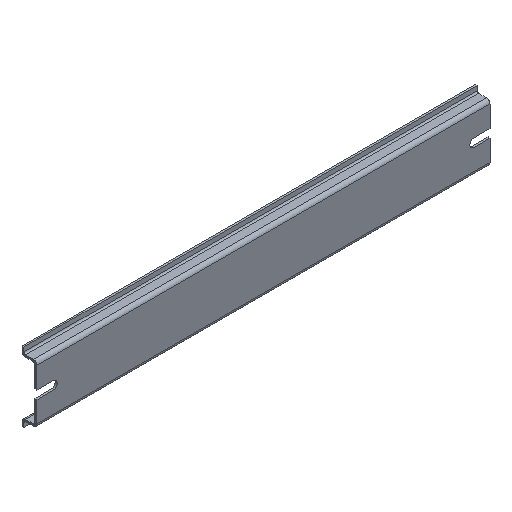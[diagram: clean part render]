
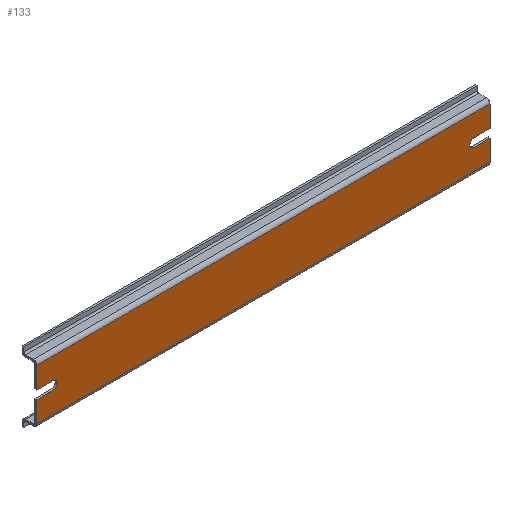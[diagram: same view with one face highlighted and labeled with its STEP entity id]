
A CAD part, isometric view. The second image highlights one B-rep face of the part: STEP entity #133.
In plain terms, the highlighted planar face has unit normal (0, -1, 0).
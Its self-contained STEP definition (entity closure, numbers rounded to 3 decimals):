
#124 = VERTEX_POINT ( 'NONE', #632 ) ;
#128 = EDGE_CURVE ( 'NONE', #129, #124, #626, .T. ) ;
#129 = VERTEX_POINT ( 'NONE', #622 ) ;
#133 = ADVANCED_FACE ( 'NONE', ( #621 ), #615, .F. ) ;
#134 = EDGE_LOOP ( 'NONE', ( #135, #136, #140, #188, #244, #370, #352, #258, #313, #259, #327, #328 ) ) ;
#135 = ORIENTED_EDGE ( 'NONE', *, *, #198, .F. ) ;
#136 = ORIENTED_EDGE ( 'NONE', *, *, #137, .T. ) ;
#137 = EDGE_CURVE ( 'NONE', #196, #138, #610, .T. ) ;
#138 = VERTEX_POINT ( 'NONE', #606 ) ;
#140 = ORIENTED_EDGE ( 'NONE', *, *, #141, .T. ) ;
#141 = EDGE_CURVE ( 'NONE', #138, #142, #605, .T. ) ;
#142 = VERTEX_POINT ( 'NONE', #578 ) ;
#188 = ORIENTED_EDGE ( 'NONE', *, *, #189, .T. ) ;
#189 = EDGE_CURVE ( 'NONE', #142, #190, #780, .T. ) ;
#190 = VERTEX_POINT ( 'NONE', #679 ) ;
#196 = VERTEX_POINT ( 'NONE', #681 ) ;
#198 = EDGE_CURVE ( 'NONE', #196, #199, #786, .T. ) ;
#199 = VERTEX_POINT ( 'NONE', #782 ) ;
#230 = VERTEX_POINT ( 'NONE', #733 ) ;
#244 = ORIENTED_EDGE ( 'NONE', *, *, #277, .F. ) ;
#249 = EDGE_CURVE ( 'NONE', #230, #251, #762, .T. ) ;
#251 = VERTEX_POINT ( 'NONE', #876 ) ;
#257 = EDGE_CURVE ( 'NONE', #199, #251, #965, .T. ) ;
#258 = ORIENTED_EDGE ( 'NONE', *, *, #261, .T. ) ;
#259 = ORIENTED_EDGE ( 'NONE', *, *, #260, .T. ) ;
#260 = EDGE_CURVE ( 'NONE', #314, #230, #961, .T. ) ;
#261 = EDGE_CURVE ( 'NONE', #323, #266, #957, .T. ) ;
#264 = EDGE_CURVE ( 'NONE', #124, #323, #953, .T. ) ;
#266 = VERTEX_POINT ( 'NONE', #1031 ) ;
#277 = EDGE_CURVE ( 'NONE', #129, #190, #1021, .T. ) ;
#313 = ORIENTED_EDGE ( 'NONE', *, *, #324, .T. ) ;
#314 = VERTEX_POINT ( 'NONE', #989 ) ;
#323 = VERTEX_POINT ( 'NONE', #976 ) ;
#324 = EDGE_CURVE ( 'NONE', #266, #314, #975, .T. ) ;
#327 = ORIENTED_EDGE ( 'NONE', *, *, #249, .T. ) ;
#328 = ORIENTED_EDGE ( 'NONE', *, *, #257, .F. ) ;
#352 = ORIENTED_EDGE ( 'NONE', *, *, #264, .T. ) ;
#370 = ORIENTED_EDGE ( 'NONE', *, *, #128, .T. ) ;
#578 = CARTESIAN_POINT ( 'NONE',  ( 105.5, -7.5, 2.1 ) ) ;
#579 = DIRECTION ( 'NONE',  ( 0., 0., 1. ) ) ;
#580 = DIRECTION ( 'NONE',  ( 0., 1., 0. ) ) ;
#581 = AXIS2_PLACEMENT_3D ( 'NONE', #604, #580, #579 ) ;
#604 = CARTESIAN_POINT ( 'NONE',  ( 105.5, -7.5, 0. ) ) ;
#605 = CIRCLE ( 'NONE', #581, 2.1 ) ;
#606 = CARTESIAN_POINT ( 'NONE',  ( 105.5, -7.5, -2.1 ) ) ;
#607 = DIRECTION ( 'NONE',  ( -1., 0., 0. ) ) ;
#608 = VECTOR ( 'NONE', #607, 1000. ) ;
#609 = CARTESIAN_POINT ( 'NONE',  ( 113.5, -7.5, -2.1 ) ) ;
#610 = LINE ( 'NONE', #609, #608 ) ;
#611 = DIRECTION ( 'NONE',  ( 0., 0., 1. ) ) ;
#612 = DIRECTION ( 'NONE',  ( 0., 1., 0. ) ) ;
#613 = CARTESIAN_POINT ( 'NONE',  ( 113.5, -7.5, 12.7 ) ) ;
#614 = AXIS2_PLACEMENT_3D ( 'NONE', #613, #612, #611 ) ;
#615 = PLANE ( 'NONE',  #614 ) ;
#621 = FACE_OUTER_BOUND ( 'NONE', #134, .T. ) ;
#622 = CARTESIAN_POINT ( 'NONE',  ( 113.5, -7.5, 12.7 ) ) ;
#623 = DIRECTION ( 'NONE',  ( -1., 0., 0. ) ) ;
#624 = VECTOR ( 'NONE', #623, 1000. ) ;
#625 = CARTESIAN_POINT ( 'NONE',  ( 113.5, -7.5, 12.7 ) ) ;
#626 = LINE ( 'NONE', #625, #624 ) ;
#632 = CARTESIAN_POINT ( 'NONE',  ( -113.5, -7.5, 12.7 ) ) ;
#679 = CARTESIAN_POINT ( 'NONE',  ( 113.5, -7.5, 2.1 ) ) ;
#680 = DIRECTION ( 'NONE',  ( 1., 0., 0. ) ) ;
#681 = CARTESIAN_POINT ( 'NONE',  ( 113.5, -7.5, -2.1 ) ) ;
#702 = VECTOR ( 'NONE', #680, 1000. ) ;
#703 = CARTESIAN_POINT ( 'NONE',  ( 105.5, -7.5, 2.1 ) ) ;
#733 = CARTESIAN_POINT ( 'NONE',  ( -113.5, -7.5, -2.1 ) ) ;
#759 = DIRECTION ( 'NONE',  ( 0., 0., -1. ) ) ;
#760 = VECTOR ( 'NONE', #759, 1000. ) ;
#761 = CARTESIAN_POINT ( 'NONE',  ( -113.5, -7.5, 12.7 ) ) ;
#762 = LINE ( 'NONE', #761, #760 ) ;
#780 = LINE ( 'NONE', #703, #702 ) ;
#782 = CARTESIAN_POINT ( 'NONE',  ( 113.5, -7.5, -12.7 ) ) ;
#783 = DIRECTION ( 'NONE',  ( 0., 0., -1. ) ) ;
#784 = VECTOR ( 'NONE', #783, 1000. ) ;
#785 = CARTESIAN_POINT ( 'NONE',  ( 113.5, -7.5, 12.7 ) ) ;
#786 = LINE ( 'NONE', #785, #784 ) ;
#876 = CARTESIAN_POINT ( 'NONE',  ( -113.5, -7.5, -12.7 ) ) ;
#953 = LINE ( 'NONE', #1034, #1033 ) ;
#954 = DIRECTION ( 'NONE',  ( 1., 0., 0. ) ) ;
#955 = VECTOR ( 'NONE', #954, 1000. ) ;
#956 = CARTESIAN_POINT ( 'NONE',  ( -105.5, -7.5, 2.1 ) ) ;
#957 = LINE ( 'NONE', #956, #955 ) ;
#958 = DIRECTION ( 'NONE',  ( -1., 0., 0. ) ) ;
#959 = VECTOR ( 'NONE', #958, 1000. ) ;
#960 = CARTESIAN_POINT ( 'NONE',  ( -113.5, -7.5, -2.1 ) ) ;
#961 = LINE ( 'NONE', #960, #959 ) ;
#962 = DIRECTION ( 'NONE',  ( -1., 0., 0. ) ) ;
#963 = VECTOR ( 'NONE', #962, 1000. ) ;
#964 = CARTESIAN_POINT ( 'NONE',  ( 113.5, -7.5, -12.7 ) ) ;
#965 = LINE ( 'NONE', #964, #963 ) ;
#971 = DIRECTION ( 'NONE',  ( 0., 0., -1. ) ) ;
#972 = DIRECTION ( 'NONE',  ( 0., 1., 0. ) ) ;
#973 = CARTESIAN_POINT ( 'NONE',  ( -105.5, -7.5, 0. ) ) ;
#974 = AXIS2_PLACEMENT_3D ( 'NONE', #973, #972, #971 ) ;
#975 = CIRCLE ( 'NONE', #974, 2.1 ) ;
#976 = CARTESIAN_POINT ( 'NONE',  ( -113.5, -7.5, 2.1 ) ) ;
#989 = CARTESIAN_POINT ( 'NONE',  ( -105.5, -7.5, -2.1 ) ) ;
#1018 = DIRECTION ( 'NONE',  ( 0., 0., -1. ) ) ;
#1019 = VECTOR ( 'NONE', #1018, 1000. ) ;
#1020 = CARTESIAN_POINT ( 'NONE',  ( 113.5, -7.5, 12.7 ) ) ;
#1021 = LINE ( 'NONE', #1020, #1019 ) ;
#1031 = CARTESIAN_POINT ( 'NONE',  ( -105.5, -7.5, 2.1 ) ) ;
#1032 = DIRECTION ( 'NONE',  ( 0., 0., -1. ) ) ;
#1033 = VECTOR ( 'NONE', #1032, 1000. ) ;
#1034 = CARTESIAN_POINT ( 'NONE',  ( -113.5, -7.5, 12.7 ) ) ;
